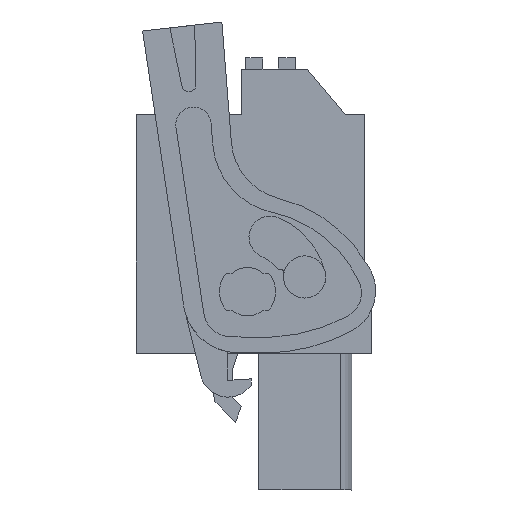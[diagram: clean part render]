
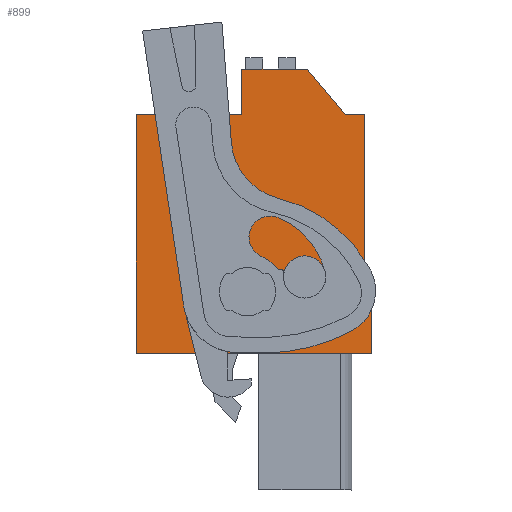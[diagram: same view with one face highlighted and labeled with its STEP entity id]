
A CAD part, left-side view. The second image highlights one B-rep face of the part: STEP entity #899.
In plain terms, the highlighted planar face has unit normal (-1, 0, 0).
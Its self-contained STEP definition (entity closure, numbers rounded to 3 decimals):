
#795=AXIS2_PLACEMENT_3D('Plane Axis2P3D',#792,#793,#794) ;
#865=AXIS2_PLACEMENT_3D('Circle Axis2P3D',#863,#864,$) ;
#874=AXIS2_PLACEMENT_3D('Circle Axis2P3D',#872,#873,$) ;
#883=AXIS2_PLACEMENT_3D('Circle Axis2P3D',#881,#882,$) ;
#892=AXIS2_PLACEMENT_3D('Circle Axis2P3D',#890,#891,$) ;
#40=CARTESIAN_POINT('Vertex',(4.752,0.263,13.383)) ;
#45=CARTESIAN_POINT('Line Origine',(4.752,0.263,11.066)) ;
#49=CARTESIAN_POINT('Vertex',(4.752,0.263,8.75)) ;
#287=CARTESIAN_POINT('Line Origine',(4.752,7.788,8.75)) ;
#291=CARTESIAN_POINT('Vertex',(4.752,15.313,8.75)) ;
#792=CARTESIAN_POINT('Axis2P3D Location',(4.752,0.263,0.)) ;
#797=CARTESIAN_POINT('Line Origine',(4.752,0.488,13.608)) ;
#801=CARTESIAN_POINT('Vertex',(4.752,0.713,13.833)) ;
#804=CARTESIAN_POINT('Line Origine',(4.752,0.713,18.936)) ;
#808=CARTESIAN_POINT('Vertex',(4.752,0.713,24.04)) ;
#811=CARTESIAN_POINT('Line Origine',(4.752,1.327,24.04)) ;
#815=CARTESIAN_POINT('Vertex',(4.752,1.942,24.04)) ;
#818=CARTESIAN_POINT('Line Origine',(4.752,3.159,25.49)) ;
#822=CARTESIAN_POINT('Vertex',(4.752,4.375,26.94)) ;
#825=CARTESIAN_POINT('Line Origine',(4.752,6.469,26.94)) ;
#829=CARTESIAN_POINT('Vertex',(4.752,8.563,26.94)) ;
#832=CARTESIAN_POINT('Line Origine',(4.752,8.563,25.49)) ;
#836=CARTESIAN_POINT('Vertex',(4.752,8.563,24.04)) ;
#839=CARTESIAN_POINT('Line Origine',(4.752,11.938,24.04)) ;
#843=CARTESIAN_POINT('Vertex',(4.752,15.313,24.04)) ;
#846=CARTESIAN_POINT('Line Origine',(4.752,15.313,16.395)) ;
#863=CARTESIAN_POINT('Axis2P3D Location',(4.752,8.204,12.691)) ;
#867=CARTESIAN_POINT('Vertex',(4.752,8.204,11.141)) ;
#869=CARTESIAN_POINT('Vertex',(4.752,8.204,14.241)) ;
#872=CARTESIAN_POINT('Axis2P3D Location',(4.752,8.204,12.691)) ;
#881=CARTESIAN_POINT('Axis2P3D Location',(4.752,4.544,13.641)) ;
#885=CARTESIAN_POINT('Vertex',(4.752,4.544,14.991)) ;
#887=CARTESIAN_POINT('Vertex',(4.752,4.544,12.291)) ;
#890=CARTESIAN_POINT('Axis2P3D Location',(4.752,4.544,13.641)) ;
#46=DIRECTION('Vector Direction',(0.,0.,-1.)) ;
#288=DIRECTION('Vector Direction',(0.,1.,0.)) ;
#793=DIRECTION('Axis2P3D Direction',(-1.,0.,0.)) ;
#794=DIRECTION('Axis2P3D XDirection',(0.,0.,1.)) ;
#798=DIRECTION('Vector Direction',(0.,-0.707,-0.707)) ;
#805=DIRECTION('Vector Direction',(0.,0.,1.)) ;
#812=DIRECTION('Vector Direction',(0.,1.,0.)) ;
#819=DIRECTION('Vector Direction',(0.,-0.643,-0.766)) ;
#826=DIRECTION('Vector Direction',(0.,-1.,0.)) ;
#833=DIRECTION('Vector Direction',(0.,0.,1.)) ;
#840=DIRECTION('Vector Direction',(0.,-1.,0.)) ;
#847=DIRECTION('Vector Direction',(0.,0.,-1.)) ;
#864=DIRECTION('Axis2P3D Direction',(-1.,0.,0.)) ;
#873=DIRECTION('Axis2P3D Direction',(-1.,0.,0.)) ;
#882=DIRECTION('Axis2P3D Direction',(-1.,0.,0.)) ;
#891=DIRECTION('Axis2P3D Direction',(-1.,0.,0.)) ;
#47=VECTOR('Line Direction',#46,1.) ;
#289=VECTOR('Line Direction',#288,1.) ;
#799=VECTOR('Line Direction',#798,1.) ;
#806=VECTOR('Line Direction',#805,1.) ;
#813=VECTOR('Line Direction',#812,1.) ;
#820=VECTOR('Line Direction',#819,1.) ;
#827=VECTOR('Line Direction',#826,1.) ;
#834=VECTOR('Line Direction',#833,1.) ;
#841=VECTOR('Line Direction',#840,1.) ;
#848=VECTOR('Line Direction',#847,1.) ;
#852=ORIENTED_EDGE('',*,*,#293,.T.) ;
#853=ORIENTED_EDGE('',*,*,#51,.T.) ;
#854=ORIENTED_EDGE('',*,*,#803,.T.) ;
#855=ORIENTED_EDGE('',*,*,#810,.T.) ;
#856=ORIENTED_EDGE('',*,*,#817,.T.) ;
#857=ORIENTED_EDGE('',*,*,#824,.T.) ;
#858=ORIENTED_EDGE('',*,*,#831,.T.) ;
#859=ORIENTED_EDGE('',*,*,#838,.T.) ;
#860=ORIENTED_EDGE('',*,*,#845,.T.) ;
#861=ORIENTED_EDGE('',*,*,#850,.T.) ;
#878=ORIENTED_EDGE('',*,*,#871,.F.) ;
#879=ORIENTED_EDGE('',*,*,#876,.F.) ;
#896=ORIENTED_EDGE('',*,*,#889,.F.) ;
#897=ORIENTED_EDGE('',*,*,#894,.F.) ;
#880=FACE_BOUND('',#877,.T.) ;
#898=FACE_BOUND('',#895,.T.) ;
#899=ADVANCED_FACE('HOUSING',(#862,#880,#898),#796,.T.) ;
#866=CIRCLE('generated circle',#865,1.55) ;
#875=CIRCLE('generated circle',#874,1.55) ;
#884=CIRCLE('generated circle',#883,1.35) ;
#893=CIRCLE('generated circle',#892,1.35) ;
#51=EDGE_CURVE('',#50,#41,#48,.F.) ;
#293=EDGE_CURVE('',#292,#50,#290,.F.) ;
#803=EDGE_CURVE('',#41,#802,#800,.F.) ;
#810=EDGE_CURVE('',#802,#809,#807,.T.) ;
#817=EDGE_CURVE('',#809,#816,#814,.T.) ;
#824=EDGE_CURVE('',#816,#823,#821,.F.) ;
#831=EDGE_CURVE('',#823,#830,#828,.F.) ;
#838=EDGE_CURVE('',#830,#837,#835,.F.) ;
#845=EDGE_CURVE('',#837,#844,#842,.F.) ;
#850=EDGE_CURVE('',#844,#292,#849,.T.) ;
#871=EDGE_CURVE('',#868,#870,#866,.T.) ;
#876=EDGE_CURVE('',#870,#868,#875,.T.) ;
#889=EDGE_CURVE('',#886,#888,#884,.T.) ;
#894=EDGE_CURVE('',#888,#886,#893,.T.) ;
#851=EDGE_LOOP('',(#852,#853,#854,#855,#856,#857,#858,#859,#860,#861)) ;
#877=EDGE_LOOP('',(#878,#879)) ;
#895=EDGE_LOOP('',(#896,#897)) ;
#862=FACE_OUTER_BOUND('',#851,.T.) ;
#48=LINE('Line',#45,#47) ;
#290=LINE('Line',#287,#289) ;
#800=LINE('Line',#797,#799) ;
#807=LINE('Line',#804,#806) ;
#814=LINE('Line',#811,#813) ;
#821=LINE('Line',#818,#820) ;
#828=LINE('Line',#825,#827) ;
#835=LINE('Line',#832,#834) ;
#842=LINE('Line',#839,#841) ;
#849=LINE('Line',#846,#848) ;
#796=PLANE('',#795) ;
#41=VERTEX_POINT('',#40) ;
#50=VERTEX_POINT('',#49) ;
#292=VERTEX_POINT('',#291) ;
#802=VERTEX_POINT('',#801) ;
#809=VERTEX_POINT('',#808) ;
#816=VERTEX_POINT('',#815) ;
#823=VERTEX_POINT('',#822) ;
#830=VERTEX_POINT('',#829) ;
#837=VERTEX_POINT('',#836) ;
#844=VERTEX_POINT('',#843) ;
#868=VERTEX_POINT('',#867) ;
#870=VERTEX_POINT('',#869) ;
#886=VERTEX_POINT('',#885) ;
#888=VERTEX_POINT('',#887) ;
